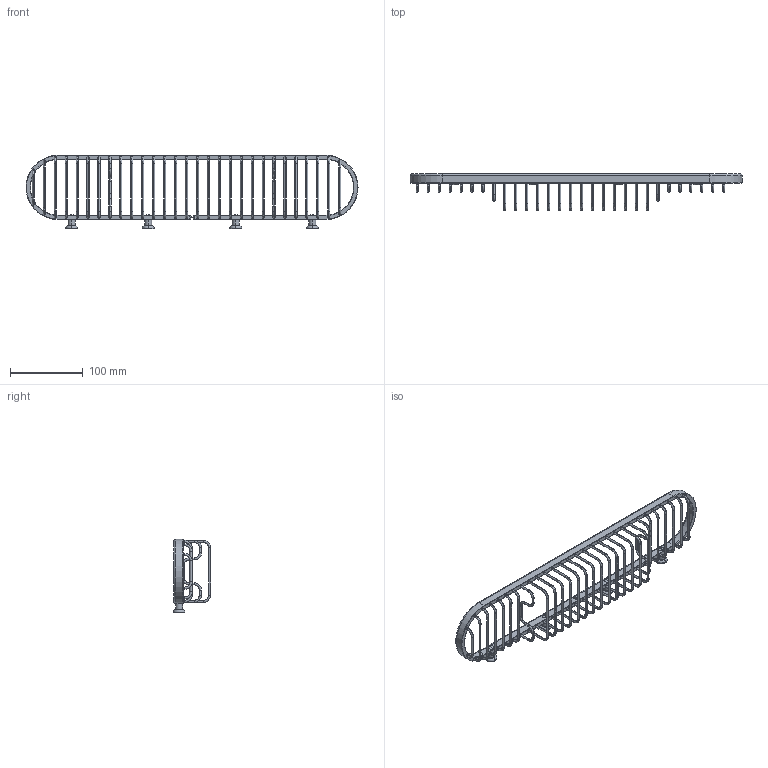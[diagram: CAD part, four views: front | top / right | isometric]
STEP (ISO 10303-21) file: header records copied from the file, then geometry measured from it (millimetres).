
FILE_DESCRIPTION((''),'2;1');
FILE_NAME('503','2022-01-12T10:26:53',('jinson.thomas'),(''),'CREO PARAMETRIC BY PTC INC, 2018400','CREO PARAMETRIC BY PTC INC, 2018400','');
FILE_SCHEMA(('CONFIG_CONTROL_DESIGN'));
Length unit declared in the file: inch
Products named in the file (1): 503
Bounding box: 455.12 x 51.28 x 100.89 mm (x, y, z)
Volume: 103758.2 mm3; surface area: 70546.5 mm2
Topology: 1 solids, 1 shells, 396 faces, 886 edges, 488 vertices
Faces by surface type: cylinder 219, torus 154, plane 11, sphere 8, bspline 4
Entity records: 11338 total; most frequent: DIRECTION 2252, CARTESIAN_POINT 2086, ORIENTED_EDGE 1756, AXIS2_PLACEMENT_3D 1008, EDGE_CURVE 878, CIRCLE 616, VERTEX_POINT 488, EDGE_LOOP 458
